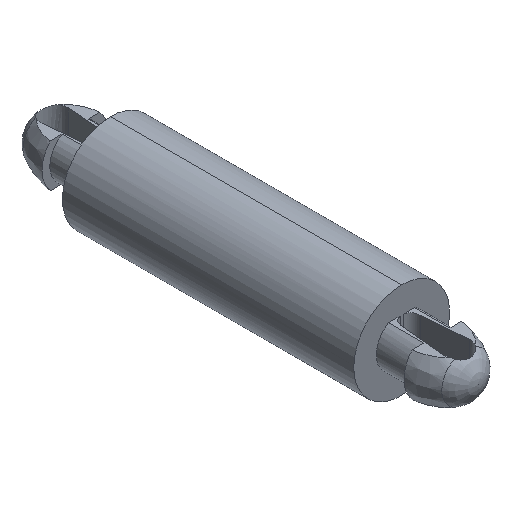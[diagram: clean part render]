
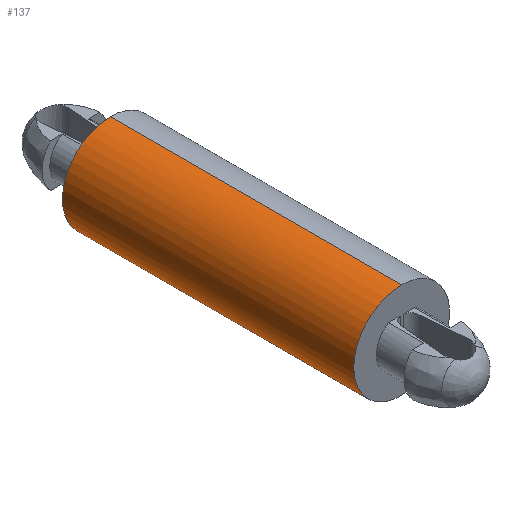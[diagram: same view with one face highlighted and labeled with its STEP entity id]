
A CAD part, isometric view. The second image highlights one B-rep face of the part: STEP entity #137.
In plain terms, the highlighted face is a revolution surface.
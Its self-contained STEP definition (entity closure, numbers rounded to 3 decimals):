
#137 = ADVANCED_FACE( '', ( #182 ), #183, .F. );
#182 = FACE_OUTER_BOUND( '', #272, .T. );
#183 = SURFACE_OF_REVOLUTION( '', #273, #274 );
#272 = EDGE_LOOP( '', ( #529, #530, #531, #532 ) );
#273 = B_SPLINE_CURVE_WITH_KNOTS( '', 1, ( #533, #534 ), .UNSPECIFIED., .F., .F., ( 2, 2 ), ( 0., 1. ), .UNSPECIFIED. );
#274 = AXIS1_PLACEMENT( '', #535, #536 );
#529 = ORIENTED_EDGE( '', *, *, #826, .F. );
#530 = ORIENTED_EDGE( '', *, *, #827, .T. );
#531 = ORIENTED_EDGE( '', *, *, #797, .F. );
#532 = ORIENTED_EDGE( '', *, *, #828, .T. );
#533 = CARTESIAN_POINT( '', ( 0., 13.994, -2.3 ) );
#534 = CARTESIAN_POINT( '', ( 0., -0.006, -2.3 ) );
#535 = CARTESIAN_POINT( '', ( 0., 13.994, 0. ) );
#536 = DIRECTION( '', ( 0., 1., 0. ) );
#797 = EDGE_CURVE( '', #921, #920, #923, .T. );
#826 = EDGE_CURVE( '', #980, #981, #982, .T. );
#827 = EDGE_CURVE( '', #980, #920, #983, .T. );
#828 = EDGE_CURVE( '', #921, #981, #984, .T. );
#920 = VERTEX_POINT( '', #1163 );
#921 = VERTEX_POINT( '', #1164 );
#923 = B_SPLINE_CURVE_WITH_KNOTS( '', 3, ( #1189, #1190, #1191, #1192, #1193, #1194, #1195, #1196, #1197, #1198, #1199, #1200, #1201, #1202, #1203, #1204, #1205, #1206, #1207, #1208, #1209, #1210, #1211, #1212 ), .UNSPECIFIED., .F., .F., ( 4, 1, 1, 1, 1, 1, 1, 1, 1, 1, 1, 1, 1, 1, 1, 1, 1, 1, 1, 1, 1, 4 ), ( -3.142, -3.043, -2.945, -2.847, -2.749, -2.552, -2.356, -2.16, -1.963, -1.767, -1.571, -1.375, -1.178, -0.982, -0.786, -0.589, -0.393, -0.295, -0.197, -0.131, -0.066, 0. ), .UNSPECIFIED. );
#980 = VERTEX_POINT( '', #1412 );
#981 = VERTEX_POINT( '', #1413 );
#982 = B_SPLINE_CURVE_WITH_KNOTS( '', 3, ( #1414, #1415, #1416, #1417, #1418, #1419, #1420, #1421, #1422, #1423, #1424, #1425, #1426, #1427, #1428, #1429, #1430, #1431, #1432, #1433, #1434, #1435, #1436, #1437 ), .UNSPECIFIED., .F., .F., ( 4, 1, 1, 1, 1, 1, 1, 1, 1, 1, 1, 1, 1, 1, 1, 1, 1, 1, 1, 1, 1, 4 ), ( 0., 0.066, 0.131, 0.197, 0.295, 0.393, 0.589, 0.786, 0.982, 1.178, 1.375, 1.571, 1.767, 1.963, 2.16, 2.356, 2.552, 2.749, 2.847, 2.945, 3.043, 3.142 ), .UNSPECIFIED. );
#983 = B_SPLINE_CURVE_WITH_KNOTS( '', 1, ( #1438, #1439 ), .UNSPECIFIED., .F., .F., ( 2, 2 ), ( 0., 1. ), .UNSPECIFIED. );
#984 = B_SPLINE_CURVE_WITH_KNOTS( '', 1, ( #1440, #1441 ), .UNSPECIFIED., .F., .F., ( 2, 2 ), ( 0., 1. ), .UNSPECIFIED. );
#1163 = CARTESIAN_POINT( '', ( 0., -0.006, -2.3 ) );
#1164 = CARTESIAN_POINT( '', ( 0., -0.006, 2.3 ) );
#1189 = CARTESIAN_POINT( '', ( 0., -0.006, 2.3 ) );
#1190 = CARTESIAN_POINT( '', ( -0.075, -0.006, 2.298 ) );
#1191 = CARTESIAN_POINT( '', ( -0.226, -0.006, 2.294 ) );
#1192 = CARTESIAN_POINT( '', ( -0.449, -0.006, 2.259 ) );
#1193 = CARTESIAN_POINT( '', ( -0.669, -0.006, 2.205 ) );
#1194 = CARTESIAN_POINT( '', ( -0.952, -0.006, 2.103 ) );
#1195 = CARTESIAN_POINT( '', ( -1.286, -0.006, 1.925 ) );
#1196 = CARTESIAN_POINT( '', ( -1.637, -0.006, 1.637 ) );
#1197 = CARTESIAN_POINT( '', ( -1.925, -0.006, 1.286 ) );
#1198 = CARTESIAN_POINT( '', ( -2.139, -0.006, 0.886 ) );
#1199 = CARTESIAN_POINT( '', ( -2.27, -0.006, 0.452 ) );
#1200 = CARTESIAN_POINT( '', ( -2.315, -0.006, 0. ) );
#1201 = CARTESIAN_POINT( '', ( -2.27, -0.006, -0.452 ) );
#1202 = CARTESIAN_POINT( '', ( -2.139, -0.006, -0.886 ) );
#1203 = CARTESIAN_POINT( '', ( -1.925, -0.006, -1.286 ) );
#1204 = CARTESIAN_POINT( '', ( -1.637, -0.006, -1.637 ) );
#1205 = CARTESIAN_POINT( '', ( -1.286, -0.006, -1.925 ) );
#1206 = CARTESIAN_POINT( '', ( -0.952, -0.006, -2.103 ) );
#1207 = CARTESIAN_POINT( '', ( -0.669, -0.006, -2.205 ) );
#1208 = CARTESIAN_POINT( '', ( -0.474, -0.006, -2.253 ) );
#1209 = CARTESIAN_POINT( '', ( -0.3, -0.006, -2.282 ) );
#1210 = CARTESIAN_POINT( '', ( -0.151, -0.006, -2.297 ) );
#1211 = CARTESIAN_POINT( '', ( -0.05, -0.006, -2.299 ) );
#1212 = CARTESIAN_POINT( '', ( 0., -0.006, -2.3 ) );
#1412 = CARTESIAN_POINT( '', ( 0., 13.994, -2.3 ) );
#1413 = CARTESIAN_POINT( '', ( 0., 13.994, 2.3 ) );
#1414 = CARTESIAN_POINT( '', ( 0., 13.994, -2.3 ) );
#1415 = CARTESIAN_POINT( '', ( -0.05, 13.994, -2.299 ) );
#1416 = CARTESIAN_POINT( '', ( -0.151, 13.994, -2.297 ) );
#1417 = CARTESIAN_POINT( '', ( -0.3, 13.994, -2.282 ) );
#1418 = CARTESIAN_POINT( '', ( -0.474, 13.994, -2.253 ) );
#1419 = CARTESIAN_POINT( '', ( -0.669, 13.994, -2.205 ) );
#1420 = CARTESIAN_POINT( '', ( -0.952, 13.994, -2.103 ) );
#1421 = CARTESIAN_POINT( '', ( -1.286, 13.994, -1.925 ) );
#1422 = CARTESIAN_POINT( '', ( -1.637, 13.994, -1.637 ) );
#1423 = CARTESIAN_POINT( '', ( -1.925, 13.994, -1.286 ) );
#1424 = CARTESIAN_POINT( '', ( -2.139, 13.994, -0.886 ) );
#1425 = CARTESIAN_POINT( '', ( -2.27, 13.994, -0.452 ) );
#1426 = CARTESIAN_POINT( '', ( -2.315, 13.994, 0. ) );
#1427 = CARTESIAN_POINT( '', ( -2.27, 13.994, 0.452 ) );
#1428 = CARTESIAN_POINT( '', ( -2.139, 13.994, 0.886 ) );
#1429 = CARTESIAN_POINT( '', ( -1.925, 13.994, 1.286 ) );
#1430 = CARTESIAN_POINT( '', ( -1.637, 13.994, 1.637 ) );
#1431 = CARTESIAN_POINT( '', ( -1.286, 13.994, 1.925 ) );
#1432 = CARTESIAN_POINT( '', ( -0.952, 13.994, 2.103 ) );
#1433 = CARTESIAN_POINT( '', ( -0.669, 13.994, 2.205 ) );
#1434 = CARTESIAN_POINT( '', ( -0.449, 13.994, 2.259 ) );
#1435 = CARTESIAN_POINT( '', ( -0.226, 13.994, 2.294 ) );
#1436 = CARTESIAN_POINT( '', ( -0.075, 13.994, 2.298 ) );
#1437 = CARTESIAN_POINT( '', ( 0., 13.994, 2.3 ) );
#1438 = CARTESIAN_POINT( '', ( 0., 13.994, -2.3 ) );
#1439 = CARTESIAN_POINT( '', ( 0., -0.006, -2.3 ) );
#1440 = CARTESIAN_POINT( '', ( 0., -0.006, 2.3 ) );
#1441 = CARTESIAN_POINT( '', ( 0., 13.994, 2.3 ) );
